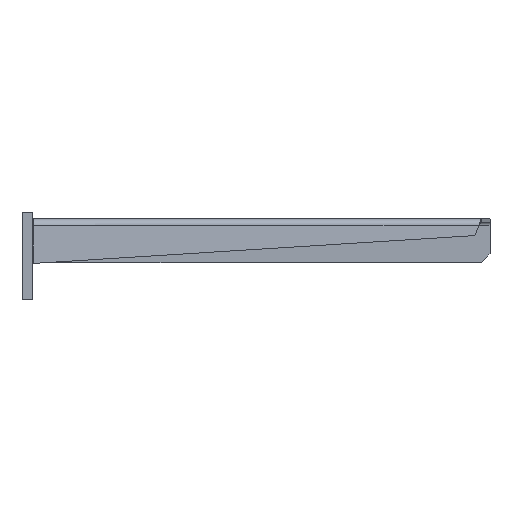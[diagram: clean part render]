
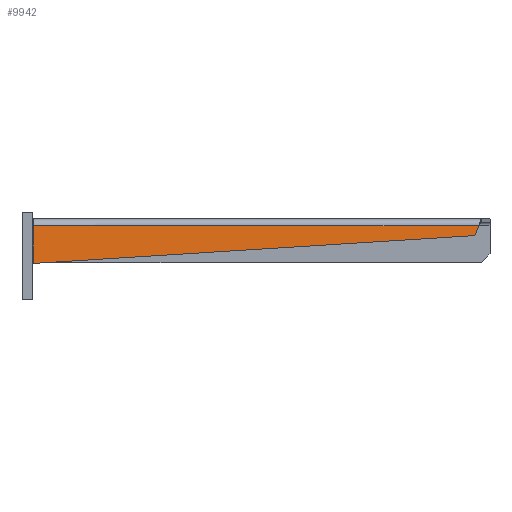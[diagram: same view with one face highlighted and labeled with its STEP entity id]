
A CAD part, front view. The second image highlights one B-rep face of the part: STEP entity #9942.
In plain terms, the highlighted planar face has unit normal (0.144, -0.99, 0).
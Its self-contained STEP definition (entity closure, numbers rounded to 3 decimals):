
#4341=DIRECTION('',(-0.99,-0.144,0.));
#4342=VECTOR('',#4341,206.833);
#4343=CARTESIAN_POINT('',(205.,-9.025,-3.));
#4344=LINE('',#4343,#4342);
#4345=DIRECTION('',(0.391,0.057,0.919));
#4346=VECTOR('',#4345,5.044);
#4347=CARTESIAN_POINT('',(203.028,-9.311,
-7.634));
#4348=LINE('',#4347,#4346);
#4349=DIRECTION('',(0.988,0.144,0.062));
#4350=VECTOR('',#4349,205.319);
#4351=CARTESIAN_POINT('',(0.236,-38.779,
-20.403));
#4352=LINE('',#4351,#4350);
#4353=DIRECTION('',(-0.005,-0.001,-1.));
#4354=VECTOR('',#4353,17.403);
#4355=CARTESIAN_POINT('',(0.317,-38.767,-3.));
#4356=LINE('',#4355,#4354);
#8261=CARTESIAN_POINT('',(0.236,-38.779,
-20.403));
#8262=CARTESIAN_POINT('',(203.028,-9.311,
-7.634));
#8263=VERTEX_POINT('',#8261);
#8264=VERTEX_POINT('',#8262);
#8467=CARTESIAN_POINT('',(0.317,-38.767,
-3.));
#8468=VERTEX_POINT('',#8467);
#8720=CARTESIAN_POINT('',(205.,-9.025,-3.));
#8721=VERTEX_POINT('',#8720);
#9928=CARTESIAN_POINT('',(5.523,-38.011,35.826));
#9929=DIRECTION('',(-0.144,0.99,0.));
#9930=DIRECTION('',(-0.979,-0.142,0.144));
#9931=AXIS2_PLACEMENT_3D('',#9928,#9929,#9930);
#9932=PLANE('',#9931);
#9934=ORIENTED_EDGE('',*,*,#9933,.F.);
#9936=ORIENTED_EDGE('',*,*,#9935,.F.);
#9938=ORIENTED_EDGE('',*,*,#9937,.F.);
#9939=ORIENTED_EDGE('',*,*,#9918,.F.);
#9940=EDGE_LOOP('',(#9934,#9936,#9938,#9939));
#9941=FACE_OUTER_BOUND('',#9940,.F.);
#9942=ADVANCED_FACE('',(#9941),#9932,.F.);
#9918=EDGE_CURVE('',#8468,#8263,#4356,.T.);
#9933=EDGE_CURVE('',#8721,#8468,#4344,.T.);
#9935=EDGE_CURVE('',#8264,#8721,#4348,.T.);
#9937=EDGE_CURVE('',#8263,#8264,#4352,.T.);
